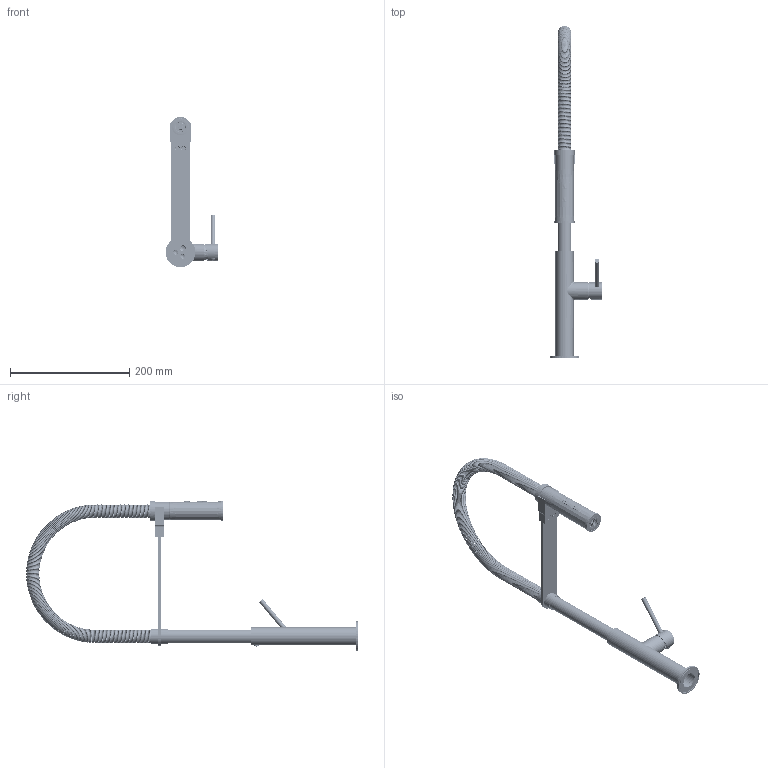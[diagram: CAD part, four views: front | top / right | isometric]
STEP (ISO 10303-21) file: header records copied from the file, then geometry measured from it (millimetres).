
FILE_DESCRIPTION((''),'2;1');
FILE_NAME('CH179CR','2022-02-11T16:49:35',('ut3'),('PAFFONI SpA'),'CREO PARAMETRIC BY PTC INC, 2020044','CREO PARAMETRIC BY PTC INC, 2020044','');
FILE_SCHEMA(('CONFIG_CONTROL_DESIGN','SHAPE_APPEARANCE_LAYERS_GROUPS'));
Products named in the file (1): CH179CR
Bounding box: 88.53 x 556.84 x 252.5 mm (x, y, z)
Volume: 296338 mm3; surface area: 233562.3 mm2
Topology: 2 solids, 2 shells, 2977 faces, 8610 edges, 5578 vertices
Faces by surface type: plane 1273, cylinder 1027, bspline 287, cone 263, torus 101, sphere 24, extrusion 2
Entity records: 298470 total; most frequent: CARTESIAN_POINT 209063, ORIENTED_EDGE 17148, DIRECTION 13738, EDGE_CURVE 8574, VERTEX_POINT 5578, AXIS2_PLACEMENT_3D 4685, VECTOR 4368, LINE 4366
